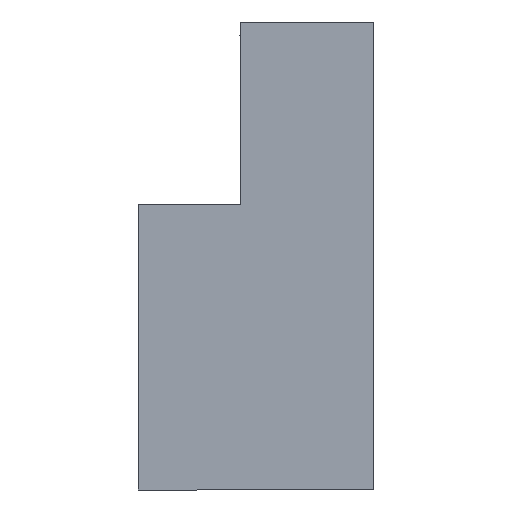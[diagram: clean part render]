
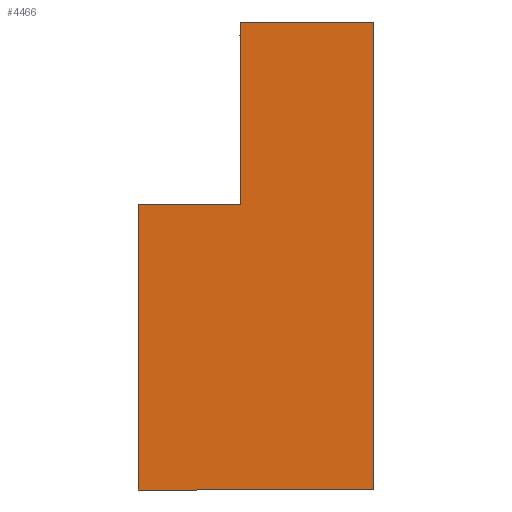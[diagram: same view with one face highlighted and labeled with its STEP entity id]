
A CAD part, front view. The second image highlights one B-rep face of the part: STEP entity #4466.
In plain terms, the highlighted face is planar.
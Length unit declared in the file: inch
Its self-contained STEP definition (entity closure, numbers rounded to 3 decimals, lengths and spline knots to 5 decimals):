
#61 = CARTESIAN_POINT ( 'NONE',  ( 36.625, 15., 38.75 ) ) ;
#416 = VECTOR ( 'NONE', #4549, 39.37008 ) ;
#744 = DIRECTION ( 'NONE',  ( 0., -1., 0. ) ) ;
#1199 = CARTESIAN_POINT ( 'NONE',  ( 36.625, 0., 6.625 ) ) ;
#1214 = CARTESIAN_POINT ( 'NONE',  ( 36.625, -11.5, 38.75 ) ) ;
#1258 = VECTOR ( 'NONE', #5919, 39.37008 ) ;
#1379 = CARTESIAN_POINT ( 'NONE',  ( 36.625, 15., 59.25 ) ) ;
#1421 = PLANE ( 'NONE',  #6036 ) ;
#1577 = CARTESIAN_POINT ( 'NONE',  ( 36.625, -11.5, 38.75 ) ) ;
#1690 = DIRECTION ( 'NONE',  ( 1., 0., 0. ) ) ;
#1876 = VECTOR ( 'NONE', #4675, 39.37008 ) ;
#2128 = EDGE_CURVE ( 'NONE', #6685, #4680, #2462, .T. ) ;
#2256 = LINE ( 'NONE', #1577, #416 ) ;
#2347 = LINE ( 'NONE', #61, #1258 ) ;
#2371 = CARTESIAN_POINT ( 'NONE',  ( 36.625, 0., 38.75 ) ) ;
#2462 = LINE ( 'NONE', #1199, #3068 ) ;
#2564 = VERTEX_POINT ( 'NONE', #7076 ) ;
#2694 = ORIENTED_EDGE ( 'NONE', *, *, #4371, .T. ) ;
#2818 = DIRECTION ( 'NONE',  ( 0., 1., 0. ) ) ;
#3034 = LINE ( 'NONE', #5925, #5826 ) ;
#3068 = VECTOR ( 'NONE', #6408, 39.37008 ) ;
#3100 = EDGE_CURVE ( 'NONE', #5243, #4680, #2347, .T. ) ;
#3532 = ORIENTED_EDGE ( 'NONE', *, *, #5681, .T. ) ;
#3608 = LINE ( 'NONE', #5433, #1876 ) ;
#3614 = VERTEX_POINT ( 'NONE', #1214 ) ;
#4238 = ORIENTED_EDGE ( 'NONE', *, *, #7461, .T. ) ;
#4371 = EDGE_CURVE ( 'NONE', #5243, #5311, #3608, .T. ) ;
#4398 = FACE_OUTER_BOUND ( 'NONE', #7499, .T. ) ;
#4466 = ADVANCED_FACE ( 'NONE', ( #4398 ), #1421, .T. ) ;
#4508 = EDGE_CURVE ( 'NONE', #3614, #6685, #2256, .T. ) ;
#4549 = DIRECTION ( 'NONE',  ( 0., 0., -1. ) ) ;
#4675 = DIRECTION ( 'NONE',  ( 0., -1., 0. ) ) ;
#4680 = VERTEX_POINT ( 'NONE', #5813 ) ;
#4780 = LINE ( 'NONE', #2371, #7153 ) ;
#5123 = CARTESIAN_POINT ( 'NONE',  ( 36.625, 0., 38.75 ) ) ;
#5243 = VERTEX_POINT ( 'NONE', #1379 ) ;
#5311 = VERTEX_POINT ( 'NONE', #7089 ) ;
#5433 = CARTESIAN_POINT ( 'NONE',  ( 36.625, 0., 59.25 ) ) ;
#5681 = EDGE_CURVE ( 'NONE', #2564, #3614, #4780, .T. ) ;
#5813 = CARTESIAN_POINT ( 'NONE',  ( 36.625, 15., 6.625 ) ) ;
#5826 = VECTOR ( 'NONE', #7155, 39.37008 ) ;
#5919 = DIRECTION ( 'NONE',  ( 0., 0., -1. ) ) ;
#5925 = CARTESIAN_POINT ( 'NONE',  ( 36.625, 0., 38.75 ) ) ;
#6036 = AXIS2_PLACEMENT_3D ( 'NONE', #5123, #1690, #2818 ) ;
#6154 = ORIENTED_EDGE ( 'NONE', *, *, #4508, .T. ) ;
#6363 = ORIENTED_EDGE ( 'NONE', *, *, #3100, .F. ) ;
#6408 = DIRECTION ( 'NONE',  ( 0., 1., 0. ) ) ;
#6680 = ORIENTED_EDGE ( 'NONE', *, *, #2128, .T. ) ;
#6685 = VERTEX_POINT ( 'NONE', #6840 ) ;
#6840 = CARTESIAN_POINT ( 'NONE',  ( 36.625, -11.5, 6.625 ) ) ;
#7076 = CARTESIAN_POINT ( 'NONE',  ( 36.625, 0., 38.75 ) ) ;
#7089 = CARTESIAN_POINT ( 'NONE',  ( 36.625, 0., 59.25 ) ) ;
#7153 = VECTOR ( 'NONE', #744, 39.37008 ) ;
#7155 = DIRECTION ( 'NONE',  ( 0., 0., -1. ) ) ;
#7461 = EDGE_CURVE ( 'NONE', #5311, #2564, #3034, .T. ) ;
#7499 = EDGE_LOOP ( 'NONE', ( #2694, #4238, #3532, #6154, #6680, #6363 ) ) ;
